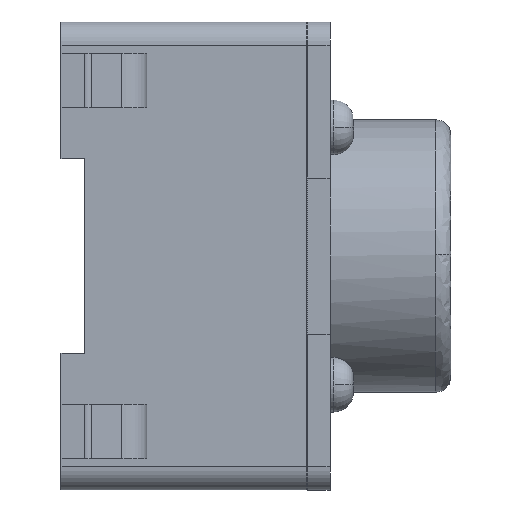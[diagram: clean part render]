
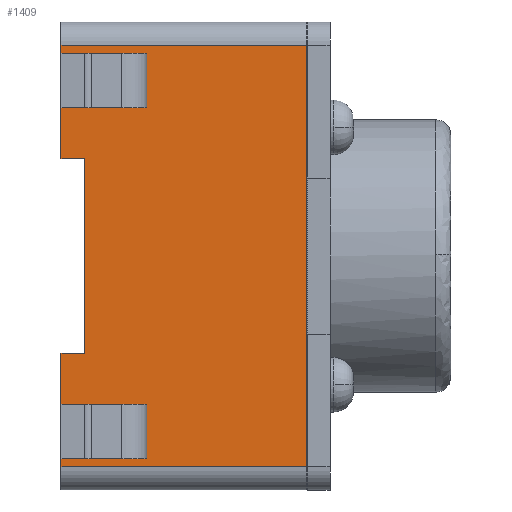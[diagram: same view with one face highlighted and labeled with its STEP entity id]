
A CAD part, front view. The second image highlights one B-rep face of the part: STEP entity #1409.
In plain terms, the highlighted planar face has unit normal (0, -1, 0).
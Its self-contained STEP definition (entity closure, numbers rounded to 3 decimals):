
#91 = VECTOR ( 'NONE', #2371, 1000. ) ;
#233 = VERTEX_POINT ( 'NONE', #1732 ) ;
#298 = LINE ( 'NONE', #2066, #1665 ) ;
#331 = CARTESIAN_POINT ( 'NONE',  ( 0., -3., 0. ) ) ;
#333 = LINE ( 'NONE', #587, #4357 ) ;
#366 = CARTESIAN_POINT ( 'NONE',  ( 1.1, -3., 3. ) ) ;
#380 = DIRECTION ( 'NONE',  ( 1., 0., 0. ) ) ;
#545 = CARTESIAN_POINT ( 'NONE',  ( 0., -3., 0. ) ) ;
#554 = VERTEX_POINT ( 'NONE', #1814 ) ;
#587 = CARTESIAN_POINT ( 'NONE',  ( 0., -3., -2.7 ) ) ;
#667 = VECTOR ( 'NONE', #3963, 1000. ) ;
#723 = EDGE_CURVE ( 'NONE', #2879, #1385, #879, .T. ) ;
#746 = ORIENTED_EDGE ( 'NONE', *, *, #1246, .T. ) ;
#798 = ORIENTED_EDGE ( 'NONE', *, *, #3300, .T. ) ;
#832 = CARTESIAN_POINT ( 'NONE',  ( 0.8, -3., 2.6 ) ) ;
#858 = VECTOR ( 'NONE', #3310, 1000. ) ;
#860 = VERTEX_POINT ( 'NONE', #1764 ) ;
#879 = LINE ( 'NONE', #4356, #858 ) ;
#935 = VECTOR ( 'NONE', #2807, 1000. ) ;
#987 = ORIENTED_EDGE ( 'NONE', *, *, #3363, .T. ) ;
#1018 = CARTESIAN_POINT ( 'NONE',  ( 0.8, -3., -1.9 ) ) ;
#1043 = VERTEX_POINT ( 'NONE', #4399 ) ;
#1050 = LINE ( 'NONE', #366, #4092 ) ;
#1065 = LINE ( 'NONE', #1821, #935 ) ;
#1088 = VECTOR ( 'NONE', #2132, 1000. ) ;
#1091 = DIRECTION ( 'NONE',  ( -1., 0., 0. ) ) ;
#1131 = EDGE_CURVE ( 'NONE', #554, #3244, #298, .T. ) ;
#1160 = DIRECTION ( 'NONE',  ( 0., -1., 0. ) ) ;
#1186 = LINE ( 'NONE', #545, #2101 ) ;
#1229 = CARTESIAN_POINT ( 'NONE',  ( 0., -3., 2.7 ) ) ;
#1230 = DIRECTION ( 'NONE',  ( 0., 0., -1. ) ) ;
#1240 = CARTESIAN_POINT ( 'NONE',  ( 3.15, -3., 2.7 ) ) ;
#1246 = EDGE_CURVE ( 'NONE', #1545, #1427, #1065, .T. ) ;
#1258 = EDGE_CURVE ( 'NONE', #554, #2625, #2107, .T. ) ;
#1294 = EDGE_CURVE ( 'NONE', #860, #233, #2830, .T. ) ;
#1308 = VERTEX_POINT ( 'NONE', #1488 ) ;
#1385 = VERTEX_POINT ( 'NONE', #1229 ) ;
#1409 = ADVANCED_FACE ( 'NONE', ( #3344, #3297, #2289 ), #3676, .T. ) ;
#1427 = VERTEX_POINT ( 'NONE', #1529 ) ;
#1462 = ORIENTED_EDGE ( 'NONE', *, *, #1579, .T. ) ;
#1470 = CARTESIAN_POINT ( 'NONE',  ( 1.1, -3., 2.6 ) ) ;
#1488 = CARTESIAN_POINT ( 'NONE',  ( 0., -3., 1.25 ) ) ;
#1529 = CARTESIAN_POINT ( 'NONE',  ( 1.1, -3., -1.9 ) ) ;
#1545 = VERTEX_POINT ( 'NONE', #1018 ) ;
#1549 = EDGE_CURVE ( 'NONE', #1943, #3640, #333, .T. ) ;
#1553 = CARTESIAN_POINT ( 'NONE',  ( 0., -3., 3. ) ) ;
#1560 = CARTESIAN_POINT ( 'NONE',  ( 0., -3., -1.25 ) ) ;
#1579 = EDGE_CURVE ( 'NONE', #1308, #2625, #2802, .T. ) ;
#1626 = ORIENTED_EDGE ( 'NONE', *, *, #2293, .T. ) ;
#1665 = VECTOR ( 'NONE', #4439, 1000. ) ;
#1732 = CARTESIAN_POINT ( 'NONE',  ( 0.8, -3., -2.6 ) ) ;
#1764 = CARTESIAN_POINT ( 'NONE',  ( 1.1, -3., -2.6 ) ) ;
#1814 = CARTESIAN_POINT ( 'NONE',  ( 0.3, -3., -1.25 ) ) ;
#1821 = CARTESIAN_POINT ( 'NONE',  ( 0., -3., -1.9 ) ) ;
#1882 = DIRECTION ( 'NONE',  ( 0., 0., 1. ) ) ;
#1883 = ORIENTED_EDGE ( 'NONE', *, *, #723, .T. ) ;
#1887 = CARTESIAN_POINT ( 'NONE',  ( 0.8, -3., 3. ) ) ;
#1943 = VERTEX_POINT ( 'NONE', #2518 ) ;
#1953 = ORIENTED_EDGE ( 'NONE', *, *, #3827, .T. ) ;
#1954 = VECTOR ( 'NONE', #380, 1000. ) ;
#2004 = CARTESIAN_POINT ( 'NONE',  ( 3.15, -3., 3. ) ) ;
#2066 = CARTESIAN_POINT ( 'NONE',  ( 0., -3., -1.25 ) ) ;
#2067 = ORIENTED_EDGE ( 'NONE', *, *, #2793, .T. ) ;
#2101 = VECTOR ( 'NONE', #1230, 1000. ) ;
#2107 = LINE ( 'NONE', #3202, #3541 ) ;
#2108 = LINE ( 'NONE', #2831, #1088 ) ;
#2114 = DIRECTION ( 'NONE',  ( 0., 0., -1. ) ) ;
#2131 = EDGE_CURVE ( 'NONE', #2739, #2728, #2108, .T. ) ;
#2132 = DIRECTION ( 'NONE',  ( 0., 0., -1. ) ) ;
#2176 = VECTOR ( 'NONE', #3194, 1000. ) ;
#2189 = ORIENTED_EDGE ( 'NONE', *, *, #1549, .T. ) ;
#2240 = EDGE_LOOP ( 'NONE', ( #2067, #798, #2660, #4344 ) ) ;
#2289 = FACE_OUTER_BOUND ( 'NONE', #4458, .T. ) ;
#2292 = EDGE_CURVE ( 'NONE', #3244, #1943, #1186, .T. ) ;
#2293 = EDGE_CURVE ( 'NONE', #233, #1545, #4032, .T. ) ;
#2335 = VECTOR ( 'NONE', #2650, 1000. ) ;
#2371 = DIRECTION ( 'NONE',  ( 0., 0., -1. ) ) ;
#2439 = CARTESIAN_POINT ( 'NONE',  ( 0., -3., -2.6 ) ) ;
#2459 = EDGE_CURVE ( 'NONE', #2821, #2739, #3928, .T. ) ;
#2477 = CARTESIAN_POINT ( 'NONE',  ( 1.1, -3., 1.9 ) ) ;
#2504 = CARTESIAN_POINT ( 'NONE',  ( 0., -3., 1.25 ) ) ;
#2518 = CARTESIAN_POINT ( 'NONE',  ( 0., -3., -2.7 ) ) ;
#2528 = VECTOR ( 'NONE', #1882, 1000. ) ;
#2535 = ORIENTED_EDGE ( 'NONE', *, *, #1294, .T. ) ;
#2567 = LINE ( 'NONE', #1887, #667 ) ;
#2595 = CARTESIAN_POINT ( 'NONE',  ( 0.3, -3., 1.25 ) ) ;
#2607 = CARTESIAN_POINT ( 'NONE',  ( 0.8, -3., 3. ) ) ;
#2625 = VERTEX_POINT ( 'NONE', #2595 ) ;
#2650 = DIRECTION ( 'NONE',  ( 0., 0., 1. ) ) ;
#2660 = ORIENTED_EDGE ( 'NONE', *, *, #2459, .T. ) ;
#2728 = VERTEX_POINT ( 'NONE', #2477 ) ;
#2739 = VERTEX_POINT ( 'NONE', #1470 ) ;
#2793 = EDGE_CURVE ( 'NONE', #2728, #1043, #2842, .T. ) ;
#2802 = LINE ( 'NONE', #2504, #1954 ) ;
#2807 = DIRECTION ( 'NONE',  ( 1., 0., 0. ) ) ;
#2821 = VERTEX_POINT ( 'NONE', #832 ) ;
#2830 = LINE ( 'NONE', #2439, #3403 ) ;
#2831 = CARTESIAN_POINT ( 'NONE',  ( 1.1, -3., 3. ) ) ;
#2842 = LINE ( 'NONE', #2883, #4298 ) ;
#2879 = VERTEX_POINT ( 'NONE', #1240 ) ;
#2883 = CARTESIAN_POINT ( 'NONE',  ( 0., -3., 1.9 ) ) ;
#3017 = LINE ( 'NONE', #2004, #2335 ) ;
#3190 = EDGE_LOOP ( 'NONE', ( #746, #987, #2535, #1626 ) ) ;
#3194 = DIRECTION ( 'NONE',  ( 1., 0., 0. ) ) ;
#3202 = CARTESIAN_POINT ( 'NONE',  ( 0.3, -3., 0. ) ) ;
#3244 = VERTEX_POINT ( 'NONE', #1560 ) ;
#3262 = ORIENTED_EDGE ( 'NONE', *, *, #1258, .F. ) ;
#3266 = DIRECTION ( 'NONE',  ( 0., 0., -1. ) ) ;
#3297 = FACE_BOUND ( 'NONE', #2240, .T. ) ;
#3300 = EDGE_CURVE ( 'NONE', #1043, #2821, #2567, .T. ) ;
#3310 = DIRECTION ( 'NONE',  ( -1., 0., 0. ) ) ;
#3344 = FACE_BOUND ( 'NONE', #3190, .T. ) ;
#3363 = EDGE_CURVE ( 'NONE', #1427, #860, #1050, .T. ) ;
#3366 = DIRECTION ( 'NONE',  ( 1., 0., 0. ) ) ;
#3403 = VECTOR ( 'NONE', #1091, 1000. ) ;
#3447 = ORIENTED_EDGE ( 'NONE', *, *, #2292, .T. ) ;
#3482 = DIRECTION ( 'NONE',  ( -1., 0., 0. ) ) ;
#3541 = VECTOR ( 'NONE', #4235, 1000. ) ;
#3554 = CARTESIAN_POINT ( 'NONE',  ( 0., -3., 2.6 ) ) ;
#3640 = VERTEX_POINT ( 'NONE', #4161 ) ;
#3672 = ORIENTED_EDGE ( 'NONE', *, *, #4311, .T. ) ;
#3676 = PLANE ( 'NONE',  #4067 ) ;
#3827 = EDGE_CURVE ( 'NONE', #1385, #1308, #4098, .T. ) ;
#3928 = LINE ( 'NONE', #3554, #2176 ) ;
#3963 = DIRECTION ( 'NONE',  ( 0., 0., 1. ) ) ;
#4032 = LINE ( 'NONE', #2607, #2528 ) ;
#4067 = AXIS2_PLACEMENT_3D ( 'NONE', #1553, #1160, #3266 ) ;
#4092 = VECTOR ( 'NONE', #2114, 1000. ) ;
#4098 = LINE ( 'NONE', #331, #91 ) ;
#4117 = ORIENTED_EDGE ( 'NONE', *, *, #1131, .T. ) ;
#4161 = CARTESIAN_POINT ( 'NONE',  ( 3.15, -3., -2.7 ) ) ;
#4235 = DIRECTION ( 'NONE',  ( 0., 0., 1. ) ) ;
#4298 = VECTOR ( 'NONE', #3482, 1000. ) ;
#4311 = EDGE_CURVE ( 'NONE', #3640, #2879, #3017, .T. ) ;
#4344 = ORIENTED_EDGE ( 'NONE', *, *, #2131, .T. ) ;
#4356 = CARTESIAN_POINT ( 'NONE',  ( 0., -3., 2.7 ) ) ;
#4357 = VECTOR ( 'NONE', #3366, 1000. ) ;
#4399 = CARTESIAN_POINT ( 'NONE',  ( 0.8, -3., 1.9 ) ) ;
#4439 = DIRECTION ( 'NONE',  ( -1., 0., 0. ) ) ;
#4458 = EDGE_LOOP ( 'NONE', ( #2189, #3672, #1883, #1953, #1462, #3262, #4117, #3447 ) ) ;
